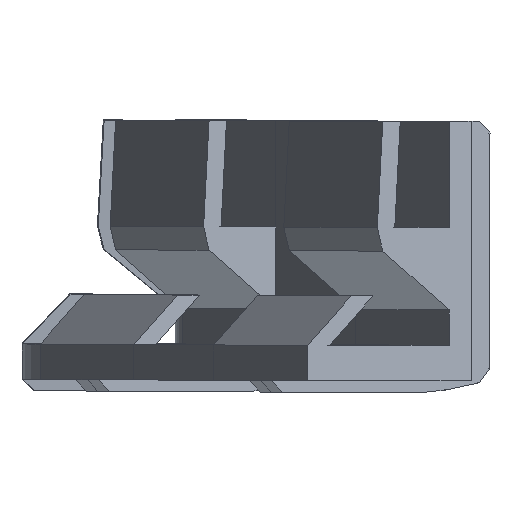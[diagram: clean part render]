
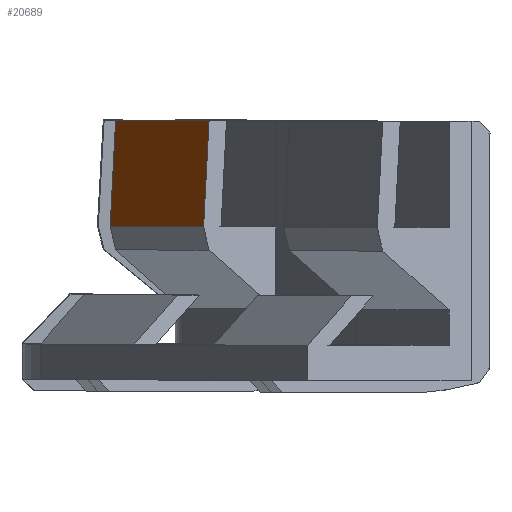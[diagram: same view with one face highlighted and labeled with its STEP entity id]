
A CAD part, left-side view. The second image highlights one B-rep face of the part: STEP entity #20689.
In plain terms, the highlighted face is planar.
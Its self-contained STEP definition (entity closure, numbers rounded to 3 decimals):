
#18794 = PLANE('',#18795);
#18795 = AXIS2_PLACEMENT_3D('',#18796,#18797,#18798);
#18796 = CARTESIAN_POINT('',(-10.5,5.766,9.503));
#18797 = DIRECTION('',(-1.,0.,0.));
#18798 = DIRECTION('',(0.,0.,1.));
#19228 = PLANE('',#19229);
#19229 = AXIS2_PLACEMENT_3D('',#19230,#19231,#19232);
#19230 = CARTESIAN_POINT('',(10.5,5.766,9.503));
#19231 = DIRECTION('',(-1.,0.,0.));
#19232 = DIRECTION('',(0.,0.,1.));
#19488 = VERTEX_POINT('',#19489);
#19489 = CARTESIAN_POINT('',(-10.5,8.1,22.));
#19503 = PLANE('',#19504);
#19504 = AXIS2_PLACEMENT_3D('',#19505,#19506,#19507);
#19505 = CARTESIAN_POINT('',(0.,6.5,22.));
#19506 = DIRECTION('',(0.,0.,-1.));
#19507 = DIRECTION('',(0.,1.,0.));
#19515 = EDGE_CURVE('',#19488,#19516,#19518,.T.);
#19516 = VERTEX_POINT('',#19517);
#19517 = CARTESIAN_POINT('',(-10.5,8.6,13.));
#19518 = SURFACE_CURVE('',#19519,(#19523,#19530),.PCURVE_S1.);
#19519 = LINE('',#19520,#19521);
#19520 = CARTESIAN_POINT('',(-10.5,8.1,22.));
#19521 = VECTOR('',#19522,1.);
#19522 = DIRECTION('',(0.,0.055,-0.998));
#19523 = PCURVE('',#18794,#19524);
#19524 = DEFINITIONAL_REPRESENTATION('',(#19525),#19529);
#19525 = LINE('',#19526,#19527);
#19526 = CARTESIAN_POINT('',(12.497,2.334));
#19527 = VECTOR('',#19528,1.);
#19528 = DIRECTION('',(-0.998,0.055));
#19529 = ( GEOMETRIC_REPRESENTATION_CONTEXT(2) 
PARAMETRIC_REPRESENTATION_CONTEXT() REPRESENTATION_CONTEXT('2D SPACE',''
  ) );
#19530 = PCURVE('',#19531,#19536);
#19531 = PLANE('',#19532);
#19532 = AXIS2_PLACEMENT_3D('',#19533,#19534,#19535);
#19533 = CARTESIAN_POINT('',(0.,8.1,22.));
#19534 = DIRECTION('',(-0.,-0.998,-0.055));
#19535 = DIRECTION('',(0.,0.055,-0.998));
#19536 = DEFINITIONAL_REPRESENTATION('',(#19537),#19541);
#19537 = LINE('',#19538,#19539);
#19538 = CARTESIAN_POINT('',(0.,-10.5));
#19539 = VECTOR('',#19540,1.);
#19540 = DIRECTION('',(1.,0.));
#19541 = ( GEOMETRIC_REPRESENTATION_CONTEXT(2) 
PARAMETRIC_REPRESENTATION_CONTEXT() REPRESENTATION_CONTEXT('2D SPACE',''
  ) );
#19559 = PLANE('',#19560);
#19560 = AXIS2_PLACEMENT_3D('',#19561,#19562,#19563);
#19561 = CARTESIAN_POINT('',(0.,8.6,13.));
#19562 = DIRECTION('',(0.,-0.97,0.243));
#19563 = DIRECTION('',(-0.,-0.243,-0.97));
#20334 = VERTEX_POINT('',#20335);
#20335 = CARTESIAN_POINT('',(10.5,8.1,22.));
#20356 = EDGE_CURVE('',#20334,#20357,#20359,.T.);
#20357 = VERTEX_POINT('',#20358);
#20358 = CARTESIAN_POINT('',(10.5,8.6,13.));
#20359 = SURFACE_CURVE('',#20360,(#20364,#20371),.PCURVE_S1.);
#20360 = LINE('',#20361,#20362);
#20361 = CARTESIAN_POINT('',(10.5,8.1,22.));
#20362 = VECTOR('',#20363,1.);
#20363 = DIRECTION('',(0.,0.055,-0.998));
#20364 = PCURVE('',#19228,#20365);
#20365 = DEFINITIONAL_REPRESENTATION('',(#20366),#20370);
#20366 = LINE('',#20367,#20368);
#20367 = CARTESIAN_POINT('',(12.497,2.334));
#20368 = VECTOR('',#20369,1.);
#20369 = DIRECTION('',(-0.998,0.055));
#20370 = ( GEOMETRIC_REPRESENTATION_CONTEXT(2) 
PARAMETRIC_REPRESENTATION_CONTEXT() REPRESENTATION_CONTEXT('2D SPACE',''
  ) );
#20371 = PCURVE('',#19531,#20372);
#20372 = DEFINITIONAL_REPRESENTATION('',(#20373),#20377);
#20373 = LINE('',#20374,#20375);
#20374 = CARTESIAN_POINT('',(0.,10.5));
#20375 = VECTOR('',#20376,1.);
#20376 = DIRECTION('',(1.,0.));
#20377 = ( GEOMETRIC_REPRESENTATION_CONTEXT(2) 
PARAMETRIC_REPRESENTATION_CONTEXT() REPRESENTATION_CONTEXT('2D SPACE',''
  ) );
#20667 = EDGE_CURVE('',#20334,#19488,#20668,.T.);
#20668 = SURFACE_CURVE('',#20669,(#20673,#20680),.PCURVE_S1.);
#20669 = LINE('',#20670,#20671);
#20670 = CARTESIAN_POINT('',(10.5,8.1,22.));
#20671 = VECTOR('',#20672,1.);
#20672 = DIRECTION('',(-1.,0.,0.));
#20673 = PCURVE('',#19503,#20674);
#20674 = DEFINITIONAL_REPRESENTATION('',(#20675),#20679);
#20675 = LINE('',#20676,#20677);
#20676 = CARTESIAN_POINT('',(1.6,10.5));
#20677 = VECTOR('',#20678,1.);
#20678 = DIRECTION('',(0.,-1.));
#20679 = ( GEOMETRIC_REPRESENTATION_CONTEXT(2) 
PARAMETRIC_REPRESENTATION_CONTEXT() REPRESENTATION_CONTEXT('2D SPACE',''
  ) );
#20680 = PCURVE('',#19531,#20681);
#20681 = DEFINITIONAL_REPRESENTATION('',(#20682),#20686);
#20682 = LINE('',#20683,#20684);
#20683 = CARTESIAN_POINT('',(0.,10.5));
#20684 = VECTOR('',#20685,1.);
#20685 = DIRECTION('',(0.,-1.));
#20686 = ( GEOMETRIC_REPRESENTATION_CONTEXT(2) 
PARAMETRIC_REPRESENTATION_CONTEXT() REPRESENTATION_CONTEXT('2D SPACE',''
  ) );
#20689 = ADVANCED_FACE('',(#20690),#19531,.F.);
#20690 = FACE_BOUND('',#20691,.F.);
#20691 = EDGE_LOOP('',(#20692,#20693,#20714,#20715));
#20692 = ORIENTED_EDGE('',*,*,#19515,.T.);
#20693 = ORIENTED_EDGE('',*,*,#20694,.F.);
#20694 = EDGE_CURVE('',#20357,#19516,#20695,.T.);
#20695 = SURFACE_CURVE('',#20696,(#20700,#20707),.PCURVE_S1.);
#20696 = LINE('',#20697,#20698);
#20697 = CARTESIAN_POINT('',(10.5,8.6,13.));
#20698 = VECTOR('',#20699,1.);
#20699 = DIRECTION('',(-1.,0.,0.));
#20700 = PCURVE('',#19531,#20701);
#20701 = DEFINITIONAL_REPRESENTATION('',(#20702),#20706);
#20702 = LINE('',#20703,#20704);
#20703 = CARTESIAN_POINT('',(9.014,10.5));
#20704 = VECTOR('',#20705,1.);
#20705 = DIRECTION('',(0.,-1.));
#20706 = ( GEOMETRIC_REPRESENTATION_CONTEXT(2) 
PARAMETRIC_REPRESENTATION_CONTEXT() REPRESENTATION_CONTEXT('2D SPACE',''
  ) );
#20707 = PCURVE('',#19559,#20708);
#20708 = DEFINITIONAL_REPRESENTATION('',(#20709),#20713);
#20709 = LINE('',#20710,#20711);
#20710 = CARTESIAN_POINT('',(-0.,10.5));
#20711 = VECTOR('',#20712,1.);
#20712 = DIRECTION('',(0.,-1.));
#20713 = ( GEOMETRIC_REPRESENTATION_CONTEXT(2) 
PARAMETRIC_REPRESENTATION_CONTEXT() REPRESENTATION_CONTEXT('2D SPACE',''
  ) );
#20714 = ORIENTED_EDGE('',*,*,#20356,.F.);
#20715 = ORIENTED_EDGE('',*,*,#20667,.T.);
